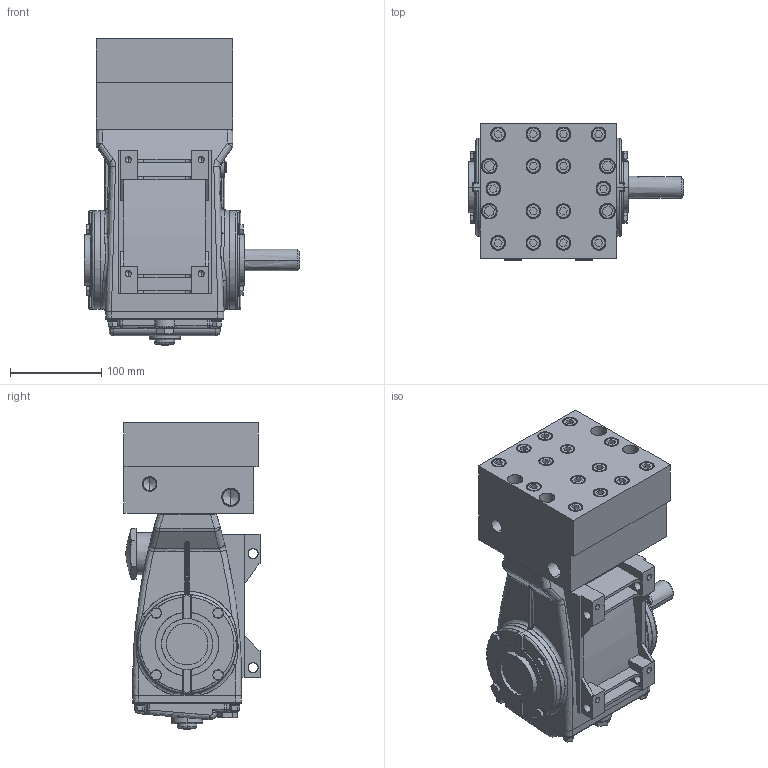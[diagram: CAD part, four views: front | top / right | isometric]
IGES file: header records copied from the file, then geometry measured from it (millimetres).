
Start section: SolidWorks IGES file using analytic representation for surfaces
Global section: file name: 781.IGS; native system: SolidWorks 2009; preprocessor: SolidWorks 2009; author: sal; date: 090501.131046; units: inch
Bounding box: 236.12 x 149.22 x 336.17 mm (x, y, z)
Surface area: 339131.1 mm2 (no closed solid volume)
Topology: 0 solids, 0 shells, 996 faces, 12401 edges, 12371 vertices
Faces by surface type: bspline 660, revolution 336
